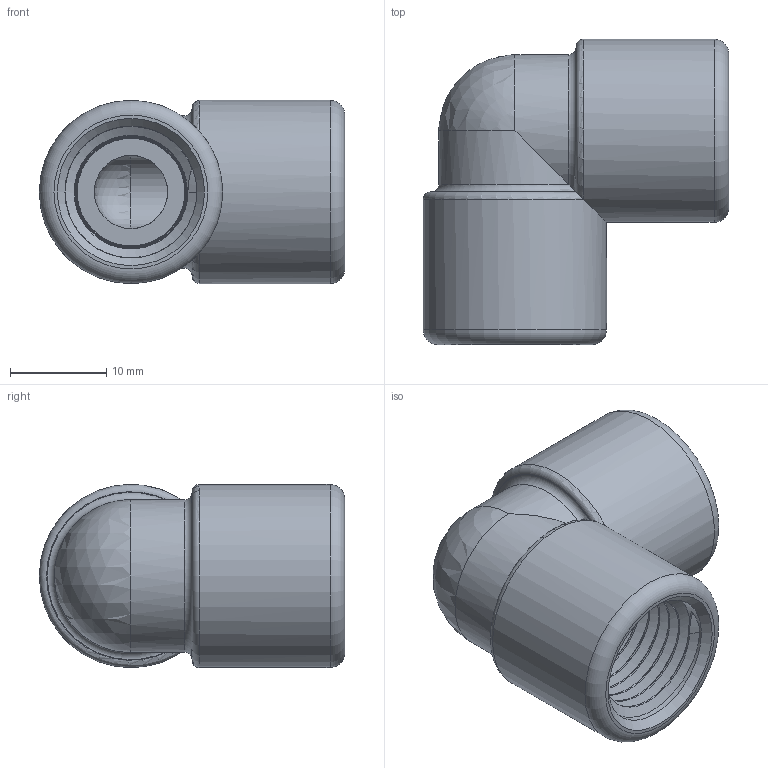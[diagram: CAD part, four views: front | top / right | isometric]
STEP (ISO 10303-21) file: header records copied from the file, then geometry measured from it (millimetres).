
FILE_DESCRIPTION(/* description */ ('1/4" 90 DEG. ELBOW'),/* implementation_level */ '2;1');
FILE_NAME(/* name */ 'EL025-90.stp',/* time_stamp */ '2013-11-04T10:46:57-05:00',/* author */ ('DTruax'),/* organization */ (''),/* preprocessor_version */ 'ST-DEVELOPER v15.2',/* originating_system */ 'Autodesk Inventor 2014',/* authorisation */ '');
FILE_SCHEMA (('AUTOMOTIVE_DESIGN { 1 0 10303 214 3 1 1 }'));
Length unit declared in the file: inch
Products named in the file (1): EL025-90
Bounding box: 31.75 x 31.75 x 19.05 mm (x, y, z)
Volume: 7243 mm3; surface area: 4897.9 mm2
Topology: 1 solids, 1 shells, 51 faces, 127 edges, 76 vertices
Faces by surface type: cone 23, cylinder 8, bspline 6, torus 6, plane 6, sphere 2
Full cylindrical faces by diameter (mm): 7.62 x2, 19.05 x2
Entity records: 4660 total; most frequent: CARTESIAN_POINT 3958, DIRECTION 134, ORIENTED_EDGE 128, EDGE_CURVE 64, AXIS2_PLACEMENT_3D 63, EDGE_LOOP 50, VERTEX_POINT 42, ADVANCED_FACE 36
